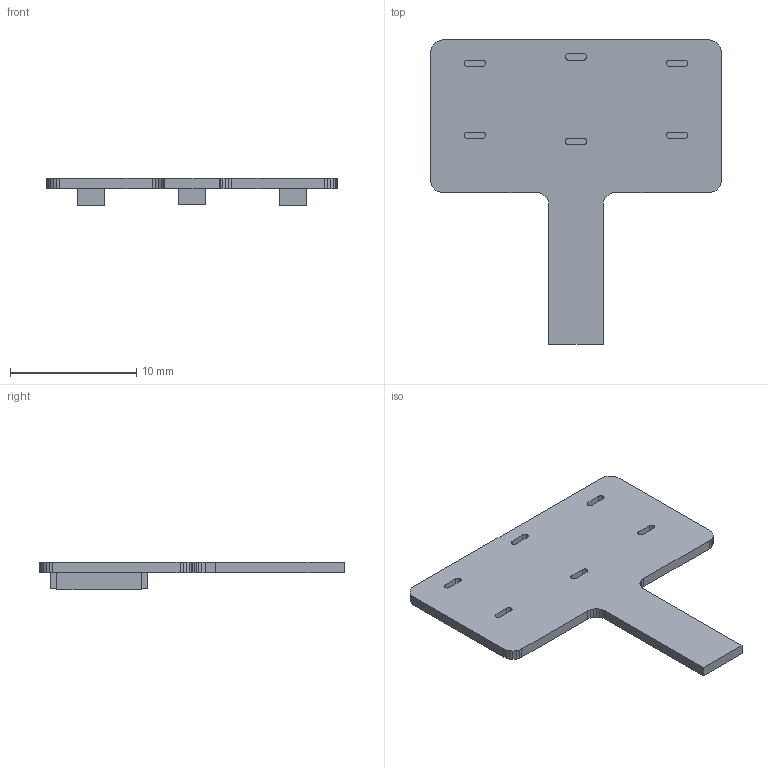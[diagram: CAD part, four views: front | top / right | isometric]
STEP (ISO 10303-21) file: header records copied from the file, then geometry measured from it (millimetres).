
FILE_DESCRIPTION(('Open CASCADE Model'),'2;1');
FILE_NAME('Open CASCADE Shape Model','2016-04-06T14:31:22',('Author'),( 'Open CASCADE'),'Open CASCADE STEP processor 6.2','Open CASCADE 6.2' ,'Unknown');
FILE_SCHEMA(('AUTOMOTIVE_DESIGN { 1 0 10303 214 1 1 1 1 }'));
Length unit declared in the file: millimetre
Products named in the file (9): PCB; Board; J3; 458286960; Extruded; J1; J2; 458287984
Assembly tree (9 placements, depth 4):
  PCB
    Board
    J3
      458286960
        Extruded
    J1
      458286960
        Extruded
    J2
      458287984
        Extruded
Bounding box: 23.02 x 24.12 x 2.15 mm (x, y, z)
Volume: 321.9 mm3; surface area: 909.1 mm2
Topology: 4 solids, 4 shells, 100 faces, 276 edges, 184 vertices
Faces by surface type: plane 88, cylinder 12
Entity records: 6710 total; most frequent: CARTESIAN_POINT 1216, DIRECTION 1000, LINE 744, VECTOR 744, ORIENTED_EDGE 528, PCURVE 528, DEFINITIONAL_REPRESENTATION 528, EDGE_CURVE 264
